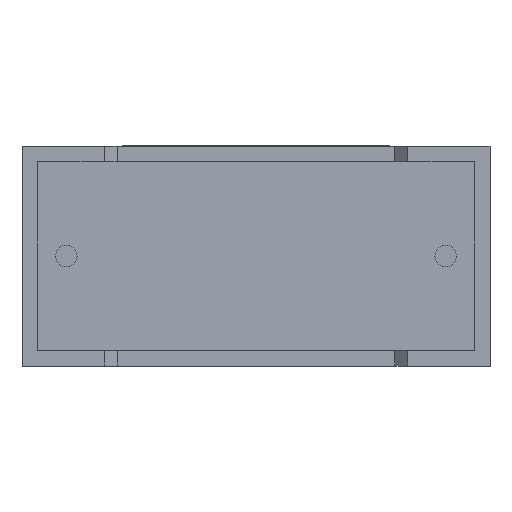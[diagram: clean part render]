
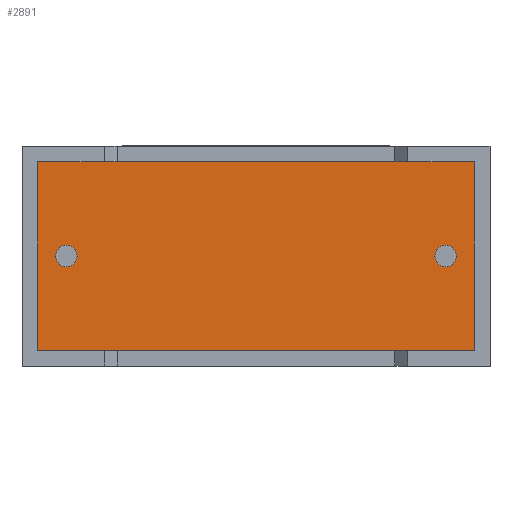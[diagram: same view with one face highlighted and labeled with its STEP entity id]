
A CAD part, front view. The second image highlights one B-rep face of the part: STEP entity #2891.
In plain terms, the highlighted planar face has unit normal (0, -1, 0).
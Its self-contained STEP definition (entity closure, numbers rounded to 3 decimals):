
#4 = LINE ( 'NONE', #1826, #900 ) ;
#84 = EDGE_CURVE ( 'NONE', #1355, #1176, #4, .T. ) ;
#129 = CARTESIAN_POINT ( 'NONE',  ( 17.883, 0.75, 8.083 ) ) ;
#167 = CARTESIAN_POINT ( 'NONE',  ( 1.75, 0.75, 4.35 ) ) ;
#222 = AXIS2_PLACEMENT_3D ( 'NONE', #1911, #938, #2615 ) ;
#231 = EDGE_CURVE ( 'NONE', #2685, #710, #1524, .T. ) ;
#240 = VERTEX_POINT ( 'NONE', #314 ) ;
#251 = VERTEX_POINT ( 'NONE', #747 ) ;
#314 = CARTESIAN_POINT ( 'NONE',  ( 16.75, 0.75, 3.925 ) ) ;
#317 = EDGE_LOOP ( 'NONE', ( #942, #2414, #2888, #2829 ) ) ;
#422 = DIRECTION ( 'NONE',  ( 0., -1., 0. ) ) ;
#440 = DIRECTION ( 'NONE',  ( 0., 0., -1. ) ) ;
#450 = EDGE_CURVE ( 'NONE', #1176, #2125, #2278, .T. ) ;
#494 = EDGE_LOOP ( 'NONE', ( #2296, #1898 ) ) ;
#597 = CARTESIAN_POINT ( 'NONE',  ( 1.75, 0.75, 3.925 ) ) ;
#616 = CARTESIAN_POINT ( 'NONE',  ( 0., 0.75, 0. ) ) ;
#710 = VERTEX_POINT ( 'NONE', #876 ) ;
#714 = CARTESIAN_POINT ( 'NONE',  ( 0.617, 0.75, 8.083 ) ) ;
#738 = DIRECTION ( 'NONE',  ( 0., 0., -1. ) ) ;
#747 = CARTESIAN_POINT ( 'NONE',  ( 0.617, 0.75, 0.617 ) ) ;
#795 = AXIS2_PLACEMENT_3D ( 'NONE', #167, #422, #440 ) ;
#876 = CARTESIAN_POINT ( 'NONE',  ( 1.75, 0.75, 4.775 ) ) ;
#879 = AXIS2_PLACEMENT_3D ( 'NONE', #1943, #2420, #738 ) ;
#900 = VECTOR ( 'NONE', #1118, 1000. ) ;
#938 = DIRECTION ( 'NONE',  ( 0., -1., 0. ) ) ;
#942 = ORIENTED_EDGE ( 'NONE', *, *, #1190, .T. ) ;
#1020 = DIRECTION ( 'NONE',  ( 0., 0., -1. ) ) ;
#1040 = LINE ( 'NONE', #714, #1518 ) ;
#1046 = CARTESIAN_POINT ( 'NONE',  ( 17.883, 0.75, 0.617 ) ) ;
#1048 = FACE_OUTER_BOUND ( 'NONE', #317, .T. ) ;
#1096 = EDGE_LOOP ( 'NONE', ( #1127, #2781 ) ) ;
#1118 = DIRECTION ( 'NONE',  ( 0., 0., 1. ) ) ;
#1127 = ORIENTED_EDGE ( 'NONE', *, *, #1820, .F. ) ;
#1153 = VECTOR ( 'NONE', #2750, 1000. ) ;
#1175 = CARTESIAN_POINT ( 'NONE',  ( 16.75, 0.75, 4.775 ) ) ;
#1176 = VERTEX_POINT ( 'NONE', #1419 ) ;
#1190 = EDGE_CURVE ( 'NONE', #2125, #251, #1040, .T. ) ;
#1289 = DIRECTION ( 'NONE',  ( 0., -1., 0. ) ) ;
#1302 = AXIS2_PLACEMENT_3D ( 'NONE', #616, #1289, #1020 ) ;
#1355 = VERTEX_POINT ( 'NONE', #1046 ) ;
#1406 = DIRECTION ( 'NONE',  ( 1., 0., 0. ) ) ;
#1418 = VECTOR ( 'NONE', #1406, 1000. ) ;
#1419 = CARTESIAN_POINT ( 'NONE',  ( 17.883, 0.75, 8.083 ) ) ;
#1442 = EDGE_CURVE ( 'NONE', #710, #2685, #3011, .T. ) ;
#1518 = VECTOR ( 'NONE', #2369, 1000. ) ;
#1524 = CIRCLE ( 'NONE', #879, 0.425 ) ;
#1559 = LINE ( 'NONE', #2134, #1418 ) ;
#1651 = DIRECTION ( 'NONE',  ( 0., -1., 0. ) ) ;
#1704 = CARTESIAN_POINT ( 'NONE',  ( 0.617, 0.75, 8.083 ) ) ;
#1768 = FACE_BOUND ( 'NONE', #1096, .T. ) ;
#1820 = EDGE_CURVE ( 'NONE', #2957, #240, #2491, .T. ) ;
#1826 = CARTESIAN_POINT ( 'NONE',  ( 17.883, 0.75, 0.617 ) ) ;
#1898 = ORIENTED_EDGE ( 'NONE', *, *, #231, .F. ) ;
#1900 = DIRECTION ( 'NONE',  ( 0., 0., -1. ) ) ;
#1911 = CARTESIAN_POINT ( 'NONE',  ( 16.75, 0.75, 4.35 ) ) ;
#1943 = CARTESIAN_POINT ( 'NONE',  ( 1.75, 0.75, 4.35 ) ) ;
#2123 = CARTESIAN_POINT ( 'NONE',  ( 16.75, 0.75, 4.35 ) ) ;
#2125 = VERTEX_POINT ( 'NONE', #1704 ) ;
#2134 = CARTESIAN_POINT ( 'NONE',  ( 0.617, 0.75, 0.617 ) ) ;
#2278 = LINE ( 'NONE', #129, #1153 ) ;
#2294 = EDGE_CURVE ( 'NONE', #240, #2957, #2302, .T. ) ;
#2296 = ORIENTED_EDGE ( 'NONE', *, *, #1442, .F. ) ;
#2302 = CIRCLE ( 'NONE', #2307, 0.425 ) ;
#2307 = AXIS2_PLACEMENT_3D ( 'NONE', #2123, #1651, #1900 ) ;
#2369 = DIRECTION ( 'NONE',  ( 0., 0., -1. ) ) ;
#2414 = ORIENTED_EDGE ( 'NONE', *, *, #2886, .T. ) ;
#2420 = DIRECTION ( 'NONE',  ( 0., -1., 0. ) ) ;
#2466 = FACE_BOUND ( 'NONE', #494, .T. ) ;
#2491 = CIRCLE ( 'NONE', #222, 0.425 ) ;
#2615 = DIRECTION ( 'NONE',  ( 0., 0., -1. ) ) ;
#2685 = VERTEX_POINT ( 'NONE', #597 ) ;
#2719 = PLANE ( 'NONE',  #1302 ) ;
#2750 = DIRECTION ( 'NONE',  ( -1., 0., 0. ) ) ;
#2781 = ORIENTED_EDGE ( 'NONE', *, *, #2294, .F. ) ;
#2829 = ORIENTED_EDGE ( 'NONE', *, *, #450, .T. ) ;
#2886 = EDGE_CURVE ( 'NONE', #251, #1355, #1559, .T. ) ;
#2888 = ORIENTED_EDGE ( 'NONE', *, *, #84, .T. ) ;
#2891 = ADVANCED_FACE ( 'NONE', ( #1768, #1048, #2466 ), #2719, .T. ) ;
#2957 = VERTEX_POINT ( 'NONE', #1175 ) ;
#3011 = CIRCLE ( 'NONE', #795, 0.425 ) ;
